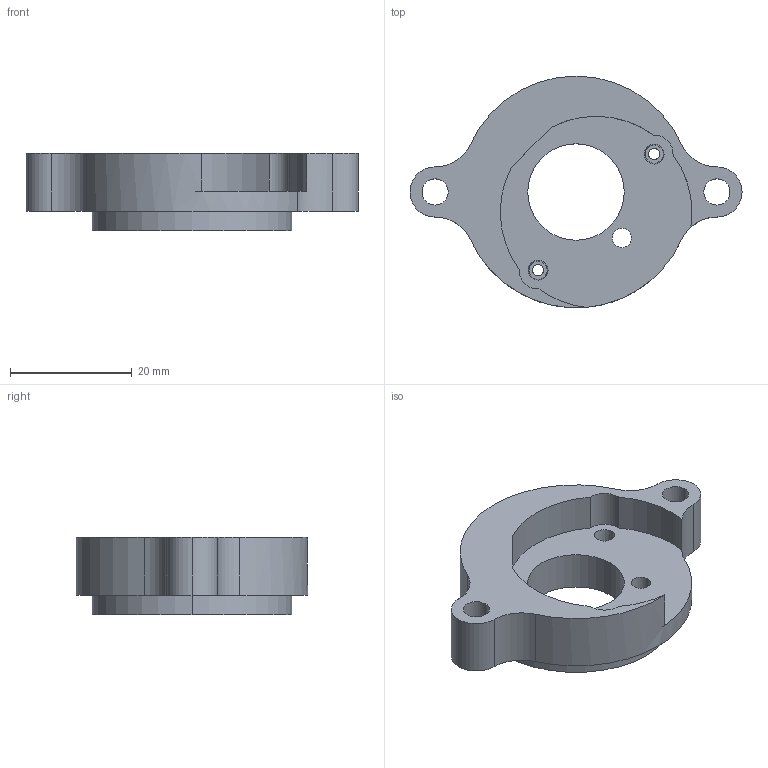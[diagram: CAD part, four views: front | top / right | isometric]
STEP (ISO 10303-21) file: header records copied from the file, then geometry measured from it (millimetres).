
FILE_DESCRIPTION (( 'STEP AP214' ), '1' );
FILE_NAME ('Brake Pressure Indicator Rear Bezel Spacer.STEP', '2021-04-21T01:40:42', ( '' ), ( '' ), 'SwSTEP 2.0', 'SolidWorks 2019', '' );
FILE_SCHEMA (( 'AUTOMOTIVE_DESIGN' ));
Length unit declared in the file: inch
Products named in the file (1): Brake Pressure Indicator Rear Bezel Spacer
Bounding box: 54.61 x 38.1 x 12.7 mm (x, y, z)
Volume: 8414.4 mm3; surface area: 4850.3 mm2
Topology: 1 solids, 1 shells, 52 faces, 135 edges, 90 vertices
Faces by surface type: cylinder 31, plane 13, cone 8
Entity records: 1703 total; most frequent: DIRECTION 321, CARTESIAN_POINT 278, ORIENTED_EDGE 270, EDGE_CURVE 135, AXIS2_PLACEMENT_3D 133, VERTEX_POINT 90, CIRCLE 80, EDGE_LOOP 69
